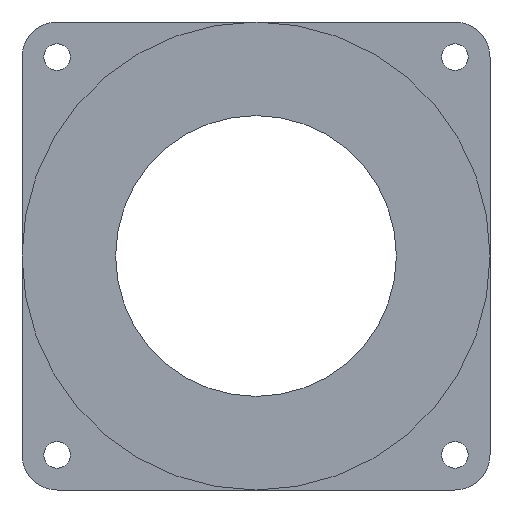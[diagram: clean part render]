
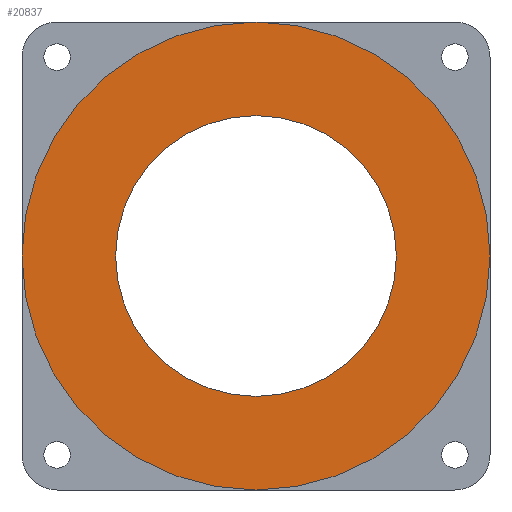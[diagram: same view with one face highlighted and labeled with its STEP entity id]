
A CAD part, left-side view. The second image highlights one B-rep face of the part: STEP entity #20837.
In plain terms, the highlighted planar face has unit normal (-1, 0, 0).
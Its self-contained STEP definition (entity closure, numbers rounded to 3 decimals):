
#28 = DIRECTION ( 'NONE',  ( 1., 0., 0. ) ) ;
#433 = CARTESIAN_POINT ( 'NONE',  ( 0., 0., 0. ) ) ;
#2666 = CARTESIAN_POINT ( 'NONE',  ( 0., 30., 0. ) ) ;
#3504 = ORIENTED_EDGE ( 'NONE', *, *, #25993, .T. ) ;
#5463 = DIRECTION ( 'NONE',  ( 0., 1., 0. ) ) ;
#5476 = VERTEX_POINT ( 'NONE', #7001 ) ;
#5932 = ORIENTED_EDGE ( 'NONE', *, *, #10853, .F. ) ;
#6150 = DIRECTION ( 'NONE',  ( 1., 0., 0. ) ) ;
#6183 = CARTESIAN_POINT ( 'NONE',  ( 0., 24., 0. ) ) ;
#6399 = CIRCLE ( 'NONE', #22204, 30. ) ;
#6578 = DIRECTION ( 'NONE',  ( 0., 1., 0. ) ) ;
#6933 = CIRCLE ( 'NONE', #14163, 30. ) ;
#7001 = CARTESIAN_POINT ( 'NONE',  ( 0., -18., 0. ) ) ;
#8308 = FACE_BOUND ( 'NONE', #27134, .T. ) ;
#9106 = VERTEX_POINT ( 'NONE', #2666 ) ;
#10295 = DIRECTION ( 'NONE',  ( 1., 0., 0. ) ) ;
#10853 = EDGE_CURVE ( 'NONE', #9106, #13389, #6399, .T. ) ;
#10991 = PLANE ( 'NONE',  #13274 ) ;
#12059 = EDGE_CURVE ( 'NONE', #20606, #5476, #12175, .T. ) ;
#12150 = CARTESIAN_POINT ( 'NONE',  ( 0., 0., 0. ) ) ;
#12175 = CIRCLE ( 'NONE', #12607, 18. ) ;
#12607 = AXIS2_PLACEMENT_3D ( 'NONE', #19730, #6150, #6578 ) ;
#13274 = AXIS2_PLACEMENT_3D ( 'NONE', #6183, #17229, #19617 ) ;
#13389 = VERTEX_POINT ( 'NONE', #18174 ) ;
#14163 = AXIS2_PLACEMENT_3D ( 'NONE', #12150, #10295, #22612 ) ;
#14388 = CARTESIAN_POINT ( 'NONE',  ( 0., 0., 0. ) ) ;
#15823 = CARTESIAN_POINT ( 'NONE',  ( 0., 18., 0. ) ) ;
#17229 = DIRECTION ( 'NONE',  ( -1., 0., 0. ) ) ;
#18174 = CARTESIAN_POINT ( 'NONE',  ( 0., -30., 0. ) ) ;
#19498 = ORIENTED_EDGE ( 'NONE', *, *, #20690, .F. ) ;
#19617 = DIRECTION ( 'NONE',  ( 0., 0., 1. ) ) ;
#19730 = CARTESIAN_POINT ( 'NONE',  ( 0., 0., 0. ) ) ;
#20572 = ORIENTED_EDGE ( 'NONE', *, *, #12059, .T. ) ;
#20606 = VERTEX_POINT ( 'NONE', #15823 ) ;
#20677 = CIRCLE ( 'NONE', #23826, 18. ) ;
#20690 = EDGE_CURVE ( 'NONE', #13389, #9106, #6933, .T. ) ;
#20837 = ADVANCED_FACE ( 'NONE', ( #25436, #8308 ), #10991, .T. ) ;
#22204 = AXIS2_PLACEMENT_3D ( 'NONE', #433, #28, #26206 ) ;
#22612 = DIRECTION ( 'NONE',  ( 0., 1., 0. ) ) ;
#23826 = AXIS2_PLACEMENT_3D ( 'NONE', #14388, #24869, #5463 ) ;
#24869 = DIRECTION ( 'NONE',  ( 1., 0., 0. ) ) ;
#25436 = FACE_OUTER_BOUND ( 'NONE', #27060, .T. ) ;
#25993 = EDGE_CURVE ( 'NONE', #5476, #20606, #20677, .T. ) ;
#26206 = DIRECTION ( 'NONE',  ( 0., 1., 0. ) ) ;
#27060 = EDGE_LOOP ( 'NONE', ( #5932, #19498 ) ) ;
#27134 = EDGE_LOOP ( 'NONE', ( #20572, #3504 ) ) ;
